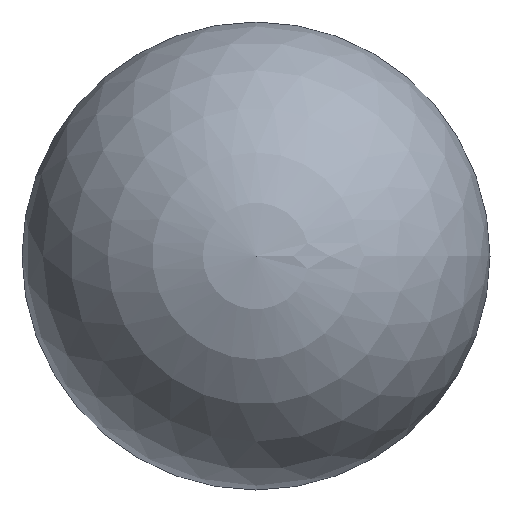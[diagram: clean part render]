
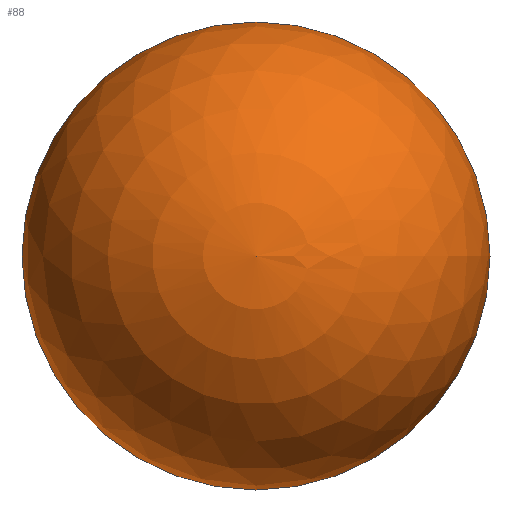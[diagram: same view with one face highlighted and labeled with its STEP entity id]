
A CAD part, left-side view. The second image highlights one B-rep face of the part: STEP entity #88.
In plain terms, the highlighted spherical face has radius 10 mm.
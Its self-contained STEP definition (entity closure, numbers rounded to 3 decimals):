
#57=SPHERICAL_SURFACE('',#280,10.);
#62=FACE_OUTER_BOUND('',#149,.T.);
#88=ADVANCED_FACE('',(#62),#57,.T.);
#149=EDGE_LOOP('',(#182,#183,#184));
#182=ORIENTED_EDGE('',*,*,#226,.F.);
#183=ORIENTED_EDGE('',*,*,#226,.T.);
#184=ORIENTED_EDGE('',*,*,#224,.T.);
#205=VERTEX_POINT('',#403);
#207=VERTEX_POINT('',#409);
#224=EDGE_CURVE('',#205,#205,#243,.T.);
#226=EDGE_CURVE('',#207,#205,#245,.T.);
#243=CIRCLE('',#276,9.995);
#245=CIRCLE('',#279,10.);
#276=AXIS2_PLACEMENT_3D('',#405,#342,#343);
#279=AXIS2_PLACEMENT_3D('',#408,#348,#349);
#280=AXIS2_PLACEMENT_3D('',#410,#350,#351);
#342=DIRECTION('',(-1.,0.,0.));
#343=DIRECTION('',(0.,-1.,0.));
#348=DIRECTION('',(0.,0.,1.));
#349=DIRECTION('',(1.,0.,0.));
#350=DIRECTION('',(-1.,0.,0.));
#351=DIRECTION('',(0.,-1.,0.));
#403=CARTESIAN_POINT('',(10.33,-9.995,0.));
#405=CARTESIAN_POINT('',(10.33,0.,0.));
#408=CARTESIAN_POINT('',(10.,0.,0.));
#409=CARTESIAN_POINT('',(0.,0.,0.));
#410=CARTESIAN_POINT('',(10.,0.,0.));
